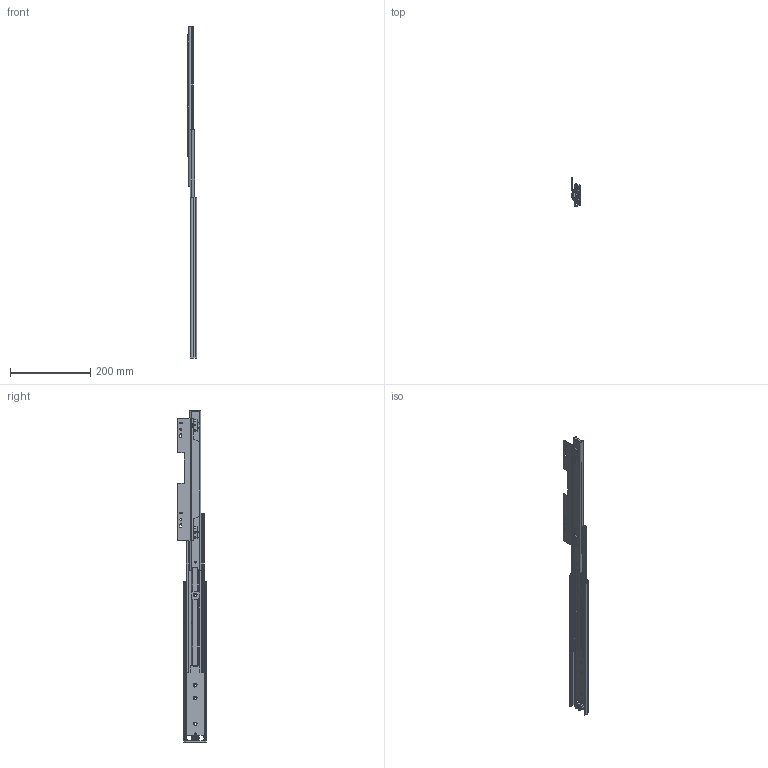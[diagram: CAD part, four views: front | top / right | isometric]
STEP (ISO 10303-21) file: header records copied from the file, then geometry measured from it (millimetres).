
FILE_DESCRIPTION (( 'STEP AP214' ), '1' );
FILE_NAME ('FR_5623.0400mm_16inch_open_right.STEP', '2022-10-18T10:22:03', ( '' ), ( '' ), 'SwSTEP 2.0', 'SolidWorks 2020', '' );
FILE_SCHEMA (( 'AUTOMOTIVE_DESIGN' ));
Length unit declared in the file: millimetre
Products named in the file (12): 5623.XXX-02.T040_NL  400; FR_5623.0400mm_16inch_open_right; 5623.XXX-03.T040_NL  400; FR 5623 Drawer Bumper; 5623.XXX-04.T040 RIGHT_NL  400; 5623.XXX-01.T040_NL  400; FR 5623 DETENT; 5623 Middle Bumper
Assembly tree (11 placements, depth 3):
  FR_5623.0400mm_16inch_open_right
    5623.XXX-01.T040_NL  400
      5623.XXX-01.T040_NL  400
      FR 5623 DETENT
    5623.XXX-03.T040_NL  400
      5623.XXX-03.T040_NL  400
      FR 5623 Drawer Bumper
    5623.XXX-02.T040_NL  400
      5623.XXX-02.T040_NL  400
      5623 Middle Bumper
    5623.XXX-04.T040 RIGHT_NL  400
      5623.XXX-04.T040 RIGHT_NL  400
Bounding box: 22.6 x 71.89 x 825 mm (x, y, z)
Volume: 170920.2 mm3; surface area: 206768.3 mm2
Topology: 7 solids, 7 shells, 824 faces, 2214 edges, 1390 vertices
Faces by surface type: cylinder 396, plane 389, cone 35, bspline 4
Entity records: 26928 total; most frequent: CARTESIAN_POINT 5492, DIRECTION 4504, ORIENTED_EDGE 4428, EDGE_CURVE 2214, AXIS2_PLACEMENT_3D 1616, VERTEX_POINT 1390, VECTOR 1272, LINE 1272
